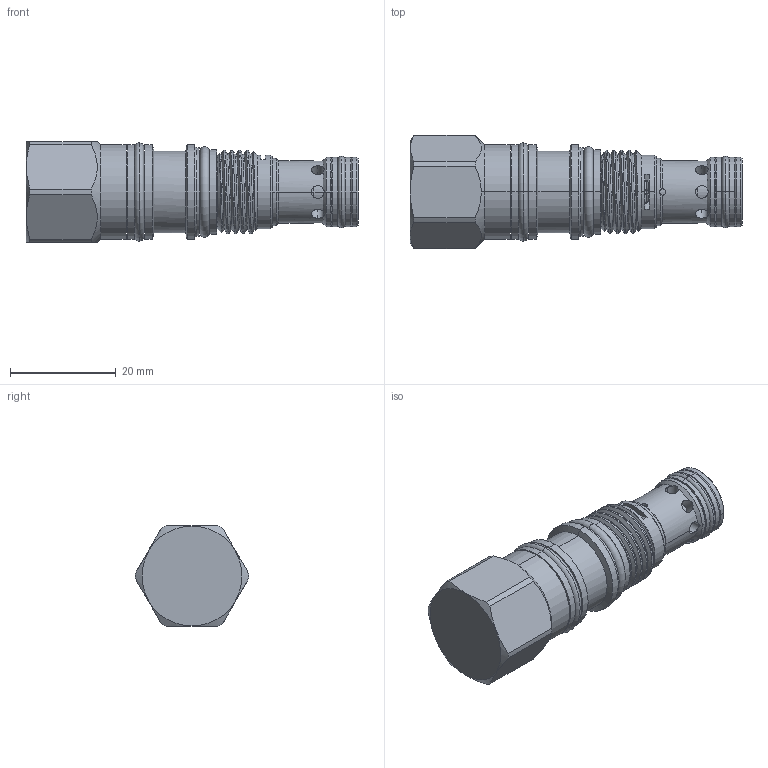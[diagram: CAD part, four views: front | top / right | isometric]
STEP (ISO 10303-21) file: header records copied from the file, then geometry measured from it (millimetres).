
FILE_DESCRIPTION (( 'STEP AP214' ), '1' );
FILE_NAME ('CC163A30.STEP', '2016-04-12T00:43:11', ( '' ), ( '' ), 'SwSTEP 2.0', 'SolidWorks 2012', '' );
FILE_SCHEMA (( 'AUTOMOTIVE_DESIGN' ));
Length unit declared in the file: millimetre
Products named in the file (1): CC163A30
Bounding box: 62.77 x 21.4 x 19.05 mm (x, y, z)
Volume: 12401.8 mm3; surface area: 7507.9 mm2
Topology: 7 solids, 7 shells, 230 faces, 571 edges, 352 vertices
Faces by surface type: cylinder 116, cone 39, plane 37, torus 33, bspline 3, sphere 2
Entity records: 9052 total; most frequent: CARTESIAN_POINT 3528, DIRECTION 1158, ORIENTED_EDGE 1138, EDGE_CURVE 569, AXIS2_PLACEMENT_3D 499, VERTEX_POINT 352, CIRCLE 271, EDGE_LOOP 265
